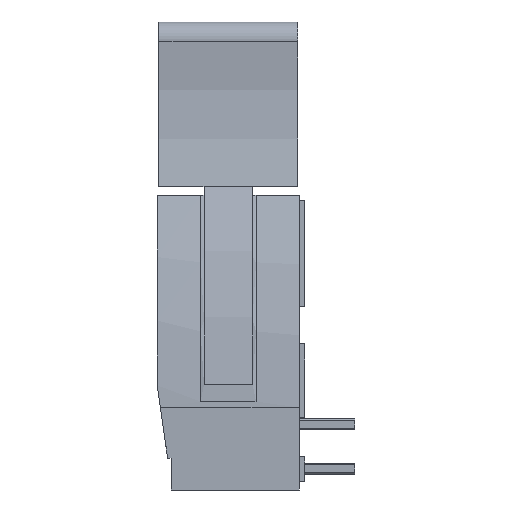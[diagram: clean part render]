
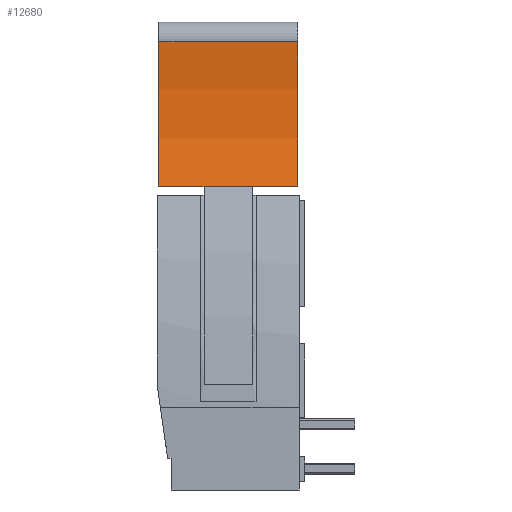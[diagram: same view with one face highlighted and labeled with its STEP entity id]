
A CAD part, left-side view. The second image highlights one B-rep face of the part: STEP entity #12680.
In plain terms, the highlighted cylindrical face has radius 20 mm (diameter 40 mm), a partial arc.
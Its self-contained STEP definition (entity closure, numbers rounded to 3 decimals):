
#750 = VERTEX_POINT ( 'NONE', #3926 ) ;
#830 = ORIENTED_EDGE ( 'NONE', *, *, #948, .F. ) ;
#948 = EDGE_CURVE ( 'NONE', #13864, #1326, #4414, .T. ) ;
#1078 = VERTEX_POINT ( 'NONE', #4780 ) ;
#1141 = ORIENTED_EDGE ( 'NONE', *, *, #13566, .T. ) ;
#1326 = VERTEX_POINT ( 'NONE', #5344 ) ;
#1423 = EDGE_CURVE ( 'NONE', #1078, #3853, #5678, .T. ) ;
#3716 = EDGE_CURVE ( 'NONE', #1326, #3853, #10663, .T. ) ;
#3853 = VERTEX_POINT ( 'NONE', #10879 ) ;
#3926 = CARTESIAN_POINT ( 'NONE',  ( -15.901, 8.4, 4. ) ) ;
#4414 = LINE ( 'NONE', #4415, #4417 ) ;
#4415 = CARTESIAN_POINT ( 'NONE',  ( -15.335, 8.4, 12.357 ) ) ;
#4417 = VECTOR ( 'NONE', #4418, 1000. ) ;
#4418 = DIRECTION ( 'NONE',  ( 0., -1., 0. ) ) ;
#4780 = CARTESIAN_POINT ( 'NONE',  ( -15.901, 3., 4. ) ) ;
#5344 = CARTESIAN_POINT ( 'NONE',  ( -15.335, 0.4, 12.357 ) ) ;
#5678 = LINE ( 'NONE', #5679, #5684 ) ;
#5679 = CARTESIAN_POINT ( 'NONE',  ( -15.901, 8.4, 4. ) ) ;
#5684 = VECTOR ( 'NONE', #5685, 1000. ) ;
#5685 = DIRECTION ( 'NONE',  ( 0., -1., 0. ) ) ;
#6275 = ORIENTED_EDGE ( 'NONE', *, *, #8565, .T. ) ;
#6771 = ORIENTED_EDGE ( 'NONE', *, *, #1423, .T. ) ;
#8088 = EDGE_CURVE ( 'NONE', #750, #8773, #12698, .T. ) ;
#8489 = FACE_OUTER_BOUND ( 'NONE', #13034, .T. ) ;
#8490 = CYLINDRICAL_SURFACE ( 'NONE', #8491, 20. ) ;
#8491 = AXIS2_PLACEMENT_3D ( 'NONE', #8492, #8493, #8494 ) ;
#8492 = CARTESIAN_POINT ( 'NONE',  ( -35.13, 8.4, 9.5 ) ) ;
#8493 = DIRECTION ( 'NONE',  ( 0., -1., 0. ) ) ;
#8494 = DIRECTION ( 'NONE',  ( 0., 0., -1. ) ) ;
#8565 = EDGE_CURVE ( 'NONE', #8773, #1078, #12995, .T. ) ;
#8773 = VERTEX_POINT ( 'NONE', #13126 ) ;
#10045 = CIRCLE ( 'NONE', #10046, 20. ) ;
#10046 = AXIS2_PLACEMENT_3D ( 'NONE', #10047, #10048, #10049 ) ;
#10047 = CARTESIAN_POINT ( 'NONE',  ( -35.13, 8.4, 9.5 ) ) ;
#10048 = DIRECTION ( 'NONE',  ( 0., 1., 0. ) ) ;
#10049 = DIRECTION ( 'NONE',  ( 0., 0., 1. ) ) ;
#10434 = CARTESIAN_POINT ( 'NONE',  ( -15.335, 8.4, 12.357 ) ) ;
#10663 = CIRCLE ( 'NONE', #10664, 20. ) ;
#10664 = AXIS2_PLACEMENT_3D ( 'NONE', #10665, #10666, #10667 ) ;
#10665 = CARTESIAN_POINT ( 'NONE',  ( -35.13, 0.4, 9.5 ) ) ;
#10666 = DIRECTION ( 'NONE',  ( 0., 1., 0. ) ) ;
#10667 = DIRECTION ( 'NONE',  ( 0., 0., 1. ) ) ;
#10879 = CARTESIAN_POINT ( 'NONE',  ( -15.901, 0.4, 4. ) ) ;
#11517 = ORIENTED_EDGE ( 'NONE', *, *, #8088, .T. ) ;
#12680 = ADVANCED_FACE ( 'NONE', ( #8489 ), #8490, .F. ) ;
#12698 = LINE ( 'NONE', #12699, #12700 ) ;
#12699 = CARTESIAN_POINT ( 'NONE',  ( -15.901, 8.4, 4. ) ) ;
#12700 = VECTOR ( 'NONE', #12710, 1000. ) ;
#12710 = DIRECTION ( 'NONE',  ( 0., -1., 0. ) ) ;
#12995 = LINE ( 'NONE', #12996, #12997 ) ;
#12996 = CARTESIAN_POINT ( 'NONE',  ( -15.901, 5.8, 4. ) ) ;
#12997 = VECTOR ( 'NONE', #12998, 1000. ) ;
#12998 = DIRECTION ( 'NONE',  ( 0., -1., 0. ) ) ;
#13034 = EDGE_LOOP ( 'NONE', ( #13622, #830, #1141, #11517, #6275, #6771 ) ) ;
#13126 = CARTESIAN_POINT ( 'NONE',  ( -15.901, 5.8, 4. ) ) ;
#13566 = EDGE_CURVE ( 'NONE', #13864, #750, #10045, .T. ) ;
#13622 = ORIENTED_EDGE ( 'NONE', *, *, #3716, .F. ) ;
#13864 = VERTEX_POINT ( 'NONE', #10434 ) ;
